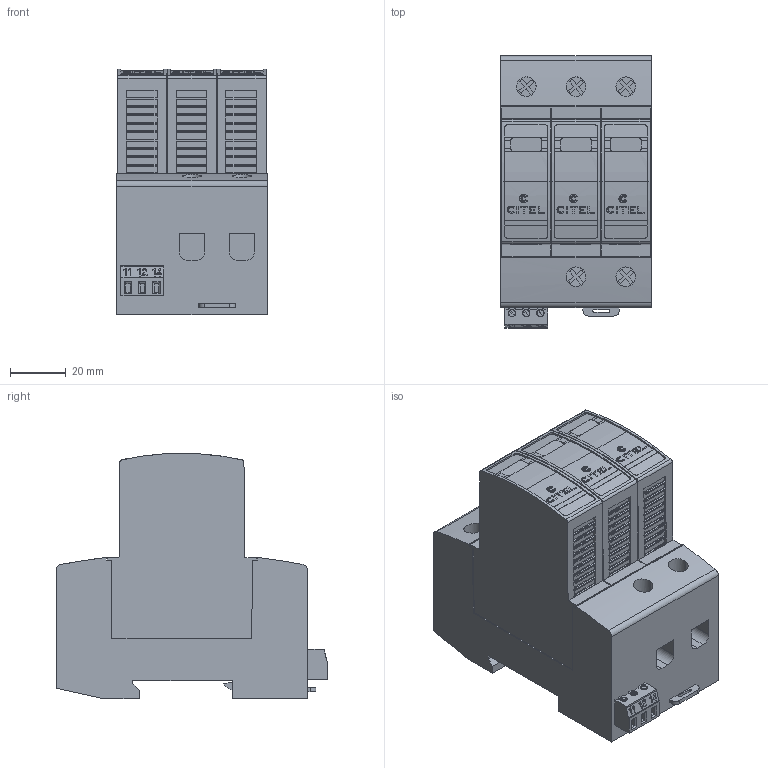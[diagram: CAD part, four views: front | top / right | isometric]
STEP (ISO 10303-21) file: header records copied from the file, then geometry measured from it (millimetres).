
FILE_DESCRIPTION(('STEP AP242'),'1');
FILE_NAME('dac1-13vgs-30-150.stp','2021-11-08T12:16:50',('TraceParts'),('TraceParts S.A.'),'Spatial InterOp 3D',' ',' ');
FILE_SCHEMA(('AP242_MANAGED_MODEL_BASED_3D_ENGINEERING_MIM_LF {1 0 10303 442 1 1 4}'));
Length unit declared in the file: millimetre
Products named in the file (1): dac1-13vgs-30-150
Bounding box: 54 x 97.28 x 87.81 mm (x, y, z)
Volume: 300852.2 mm3; surface area: 51005.8 mm2
Topology: 1 solids, 1 shells, 1102 faces, 3048 edges, 2054 vertices
Faces by surface type: plane 844, cylinder 258
Entity records: 45568 total; most frequent: CARTESIAN_POINT 8478, ORIENTED_EDGE 6096, DIRECTION 5769, EDGE_CURVE 3048, LINE 2287, VECTOR 2287, VERTEX_POINT 2054, AXIS2_PLACEMENT_3D 1741
